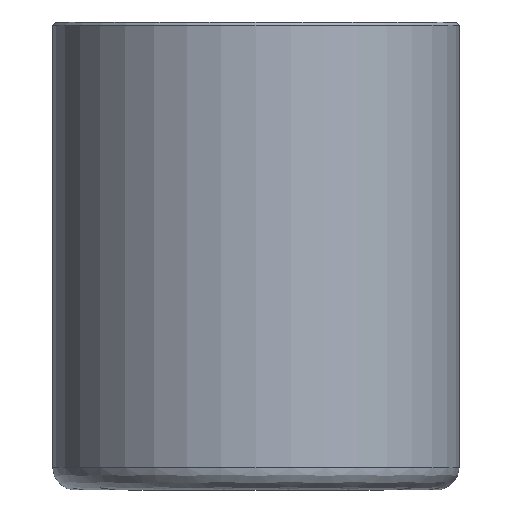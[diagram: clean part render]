
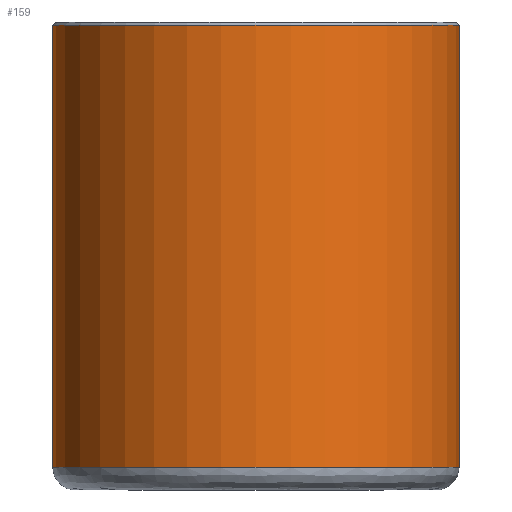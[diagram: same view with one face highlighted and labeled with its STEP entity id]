
A CAD part, front view. The second image highlights one B-rep face of the part: STEP entity #159.
In plain terms, the highlighted cylindrical face has radius 13.5 mm (diameter 27 mm), a full revolution.
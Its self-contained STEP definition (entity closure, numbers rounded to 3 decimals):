
#139 = VERTEX_POINT('',#140);
#140 = CARTESIAN_POINT('',(-13.5,0.,30.339));
#148 = EDGE_CURVE('',#139,#139,#149,.T.);
#149 = CIRCLE('',#150,13.5);
#150 = AXIS2_PLACEMENT_3D('',#151,#152,#153);
#151 = CARTESIAN_POINT('',(0.,0.,30.339));
#152 = DIRECTION('',(0.,0.,1.));
#153 = DIRECTION('',(-1.,0.,0.));
#159 = ADVANCED_FACE('',(#160),#179,.T.);
#160 = FACE_BOUND('',#161,.F.);
#161 = EDGE_LOOP('',(#162,#170,#171,#172));
#162 = ORIENTED_EDGE('',*,*,#163,.F.);
#163 = EDGE_CURVE('',#139,#164,#166,.T.);
#164 = VERTEX_POINT('',#165);
#165 = CARTESIAN_POINT('',(-13.5,0.,0.939));
#166 = LINE('',#167,#168);
#167 = CARTESIAN_POINT('',(-13.5,0.,30.539));
#168 = VECTOR('',#169,1.);
#169 = DIRECTION('',(0.,0.,-1.));
#170 = ORIENTED_EDGE('',*,*,#148,.T.);
#171 = ORIENTED_EDGE('',*,*,#163,.T.);
#172 = ORIENTED_EDGE('',*,*,#173,.F.);
#173 = EDGE_CURVE('',#164,#164,#174,.T.);
#174 = CIRCLE('',#175,13.5);
#175 = AXIS2_PLACEMENT_3D('',#176,#177,#178);
#176 = CARTESIAN_POINT('',(0.,0.,0.939));
#177 = DIRECTION('',(0.,0.,1.));
#178 = DIRECTION('',(-1.,0.,0.));
#179 = CYLINDRICAL_SURFACE('',#180,13.5);
#180 = AXIS2_PLACEMENT_3D('',#181,#182,#183);
#181 = CARTESIAN_POINT('',(0.,0.,30.539));
#182 = DIRECTION('',(0.,0.,-1.));
#183 = DIRECTION('',(-1.,0.,0.));
